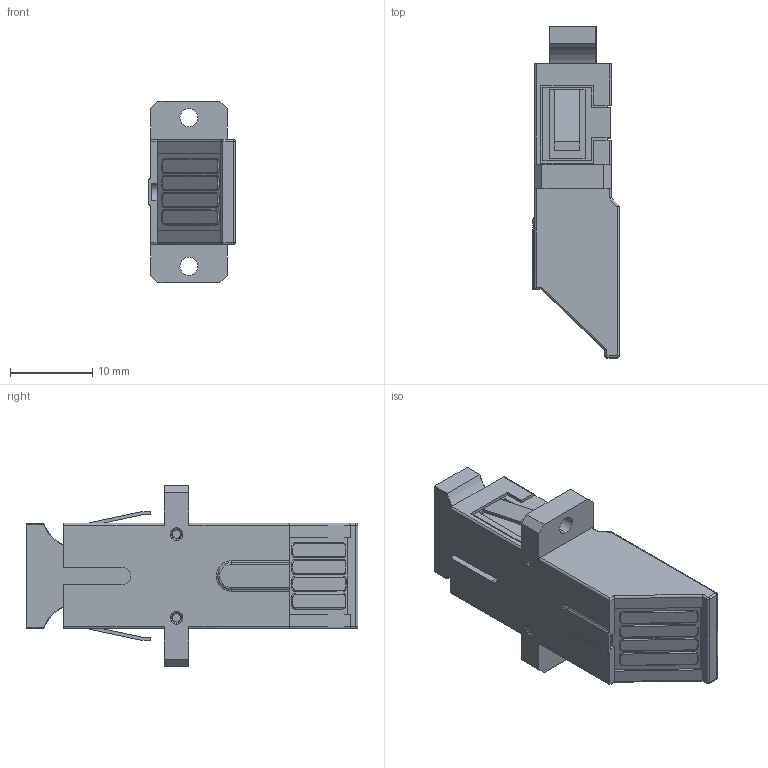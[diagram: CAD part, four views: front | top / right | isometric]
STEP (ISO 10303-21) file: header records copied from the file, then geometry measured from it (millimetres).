
FILE_DESCRIPTION (( 'STEP AP214' ), '1' );
FILE_NAME ('FOA-SASM1-PCUF-ISH_3D.STEP', '2021-08-13T19:29:18', ( '' ), ( '' ), 'SwSTEP 2.0', 'SolidWorks 2021', '' );
FILE_SCHEMA (( 'AUTOMOTIVE_DESIGN' ));
Length unit declared in the file: inch
Products named in the file (3): DSTCP-SC; FOA-SASM1-PCUF-ISH; FOA-SASM1-PCUF-ISH_3D
Assembly tree (2 placements, depth 2):
  FOA-SASM1-PCUF-ISH_3D
    FOA-SASM1-PCUF-ISH
    DSTCP-SC
Bounding box: 10.55 x 40.27 x 22.01 mm (x, y, z)
Volume: 2780 mm3; surface area: 4740.6 mm2
Topology: 2 solids, 2 shells, 294 faces, 748 edges, 470 vertices
Faces by surface type: plane 157, cylinder 87, torus 36, cone 10, sphere 4
Entity records: 9774 total; most frequent: CARTESIAN_POINT 1795, DIRECTION 1499, ORIENTED_EDGE 1488, EDGE_CURVE 744, LINE 519, VECTOR 519, AXIS2_PLACEMENT_3D 490, VERTEX_POINT 470
